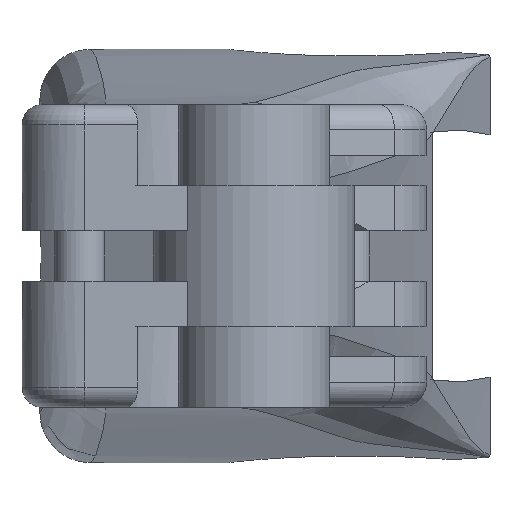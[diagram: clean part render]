
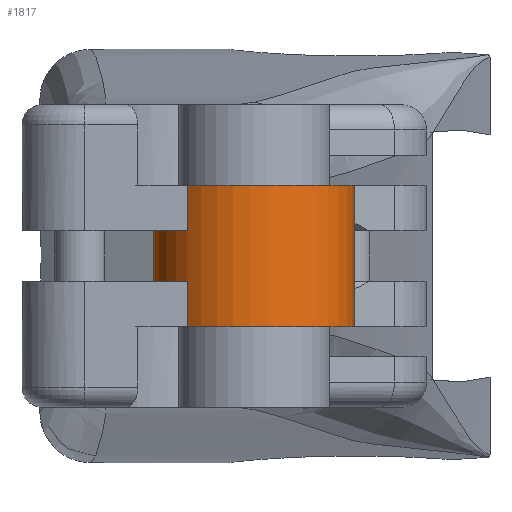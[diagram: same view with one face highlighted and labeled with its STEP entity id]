
A CAD part, left-side view. The second image highlights one B-rep face of the part: STEP entity #1817.
In plain terms, the highlighted cylindrical face has radius 4 mm (diameter 8 mm), a partial arc.
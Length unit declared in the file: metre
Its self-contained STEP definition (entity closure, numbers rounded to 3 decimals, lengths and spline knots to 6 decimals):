
#37=CYLINDRICAL_SURFACE('',#1960,0.004);
#82=CIRCLE('',#1933,0.004);
#83=CIRCLE('',#1937,0.004);
#98=CIRCLE('',#1961,0.004);
#99=CIRCLE('',#1962,0.004);
#100=CIRCLE('',#1963,0.004);
#101=CIRCLE('',#1964,0.004);
#429=ORIENTED_EDGE('',*,*,#959,.T.);
#430=ORIENTED_EDGE('',*,*,#960,.F.);
#431=ORIENTED_EDGE('',*,*,#903,.T.);
#432=ORIENTED_EDGE('',*,*,#961,.T.);
#433=ORIENTED_EDGE('',*,*,#962,.T.);
#434=ORIENTED_EDGE('',*,*,#963,.F.);
#435=ORIENTED_EDGE('',*,*,#964,.T.);
#436=ORIENTED_EDGE('',*,*,#965,.F.);
#437=ORIENTED_EDGE('',*,*,#966,.F.);
#438=ORIENTED_EDGE('',*,*,#967,.T.);
#439=ORIENTED_EDGE('',*,*,#968,.F.);
#440=ORIENTED_EDGE('',*,*,#927,.F.);
#441=ORIENTED_EDGE('',*,*,#915,.F.);
#903=EDGE_CURVE('',#1168,#1167,#82,.T.);
#915=EDGE_CURVE('',#1177,#1178,#83,.T.);
#927=EDGE_CURVE('',#1178,#1187,#1331,.T.);
#959=EDGE_CURVE('',#1177,#1180,#1347,.T.);
#960=EDGE_CURVE('',#1168,#1180,#1348,.T.);
#961=EDGE_CURVE('',#1167,#1212,#1349,.T.);
#962=EDGE_CURVE('',#1212,#1213,#98,.T.);
#963=EDGE_CURVE('',#1214,#1213,#1350,.T.);
#964=EDGE_CURVE('',#1214,#1215,#99,.T.);
#965=EDGE_CURVE('',#1216,#1215,#1351,.T.);
#966=EDGE_CURVE('',#1217,#1216,#100,.T.);
#967=EDGE_CURVE('',#1217,#1218,#1352,.T.);
#968=EDGE_CURVE('',#1187,#1218,#101,.T.);
#1167=VERTEX_POINT('',#3032);
#1168=VERTEX_POINT('',#3034);
#1177=VERTEX_POINT('',#3056);
#1178=VERTEX_POINT('',#3058);
#1180=VERTEX_POINT('',#3068);
#1187=VERTEX_POINT('',#3117);
#1212=VERTEX_POINT('',#3238);
#1213=VERTEX_POINT('',#3240);
#1214=VERTEX_POINT('',#3242);
#1215=VERTEX_POINT('',#3244);
#1216=VERTEX_POINT('',#3246);
#1217=VERTEX_POINT('',#3248);
#1218=VERTEX_POINT('',#3250);
#1331=LINE('',#3116,#1452);
#1347=LINE('',#3235,#1468);
#1348=LINE('',#3236,#1469);
#1349=LINE('',#3237,#1470);
#1350=LINE('',#3241,#1471);
#1351=LINE('',#3245,#1472);
#1352=LINE('',#3249,#1473);
#1452=VECTOR('',#2195,1.);
#1468=VECTOR('',#2239,1.);
#1469=VECTOR('',#2240,1.);
#1470=VECTOR('',#2241,1.);
#1471=VECTOR('',#2244,1.);
#1472=VECTOR('',#2247,1.);
#1473=VECTOR('',#2250,1.);
#1550=EDGE_LOOP('',(#429,#430,#431,#432,#433,#434,#435,#436,#437,#438,#439,
#440,#441));
#1683=FACE_BOUND('',#1550,.T.);
#1817=ADVANCED_FACE('',(#1683),#37,.T.);
#1933=AXIS2_PLACEMENT_3D('',#3033,#2156,#2157);
#1937=AXIS2_PLACEMENT_3D('',#3057,#2174,#2175);
#1960=AXIS2_PLACEMENT_3D('',#3234,#2237,#2238);
#1961=AXIS2_PLACEMENT_3D('',#3239,#2242,#2243);
#1962=AXIS2_PLACEMENT_3D('',#3243,#2245,#2246);
#1963=AXIS2_PLACEMENT_3D('',#3247,#2248,#2249);
#1964=AXIS2_PLACEMENT_3D('',#3251,#2251,#2252);
#2156=DIRECTION('',(0.,0.,-1.));
#2157=DIRECTION('',(1.,0.,0.));
#2174=DIRECTION('',(0.,0.,-1.));
#2175=DIRECTION('',(1.,0.,0.));
#2195=DIRECTION('',(0.,0.,-1.));
#2237=DIRECTION('',(0.,0.,-1.));
#2238=DIRECTION('',(-1.,0.,0.));
#2239=DIRECTION('',(0.,0.,1.));
#2240=DIRECTION('',(0.,0.,-1.));
#2241=DIRECTION('',(0.,0.,1.));
#2242=DIRECTION('',(0.,0.,-1.));
#2243=DIRECTION('',(-1.,0.,0.));
#2244=DIRECTION('',(0.,0.,1.));
#2245=DIRECTION('',(0.,0.,-1.));
#2246=DIRECTION('',(-1.,0.,0.));
#2247=DIRECTION('',(0.,0.,1.));
#2248=DIRECTION('',(0.,0.,-1.));
#2249=DIRECTION('',(-1.,0.,0.));
#2250=DIRECTION('',(0.,0.,-1.));
#2251=DIRECTION('',(0.,0.,-1.));
#2252=DIRECTION('',(-1.,0.,0.));
#3032=CARTESIAN_POINT('',(-0.019218,-0.002287,0.007));
#3033=CARTESIAN_POINT('',(-0.0225,0.,0.007));
#3034=CARTESIAN_POINT('',(-0.0185,0.,0.007));
#3056=CARTESIAN_POINT('',(-0.0185,0.,0.005));
#3057=CARTESIAN_POINT('',(-0.0225,0.,0.005));
#3058=CARTESIAN_POINT('',(-0.019218,-0.002287,0.005));
#3068=CARTESIAN_POINT('',(-0.0185,0.,0.006));
#3116=CARTESIAN_POINT('',(-0.019218,-0.002287,0.006));
#3117=CARTESIAN_POINT('',(-0.019218,-0.002287,0.0032));
#3234=CARTESIAN_POINT('',(-0.0225,0.,0.006));
#3235=CARTESIAN_POINT('',(-0.0185,0.,0.005));
#3236=CARTESIAN_POINT('',(-0.0185,0.,0.007));
#3237=CARTESIAN_POINT('',(-0.019218,-0.002287,0.006));
#3238=CARTESIAN_POINT('',(-0.019218,-0.002287,0.0088));
#3239=CARTESIAN_POINT('',(-0.0225,0.,0.0088));
#3240=CARTESIAN_POINT('',(-0.0255,0.002646,0.0088));
#3241=CARTESIAN_POINT('',(-0.0255,0.002646,0.006));
#3242=CARTESIAN_POINT('',(-0.0255,0.002646,0.007));
#3243=CARTESIAN_POINT('',(-0.0225,0.,0.007));
#3244=CARTESIAN_POINT('',(-0.0225,0.004,0.007));
#3245=CARTESIAN_POINT('',(-0.0225,0.004,0.005));
#3246=CARTESIAN_POINT('',(-0.0225,0.004,0.005));
#3247=CARTESIAN_POINT('',(-0.0225,0.,0.005));
#3248=CARTESIAN_POINT('',(-0.0255,0.002646,0.005));
#3249=CARTESIAN_POINT('',(-0.0255,0.002646,0.006));
#3250=CARTESIAN_POINT('',(-0.0255,0.002646,0.0032));
#3251=CARTESIAN_POINT('',(-0.0225,0.,0.0032));
